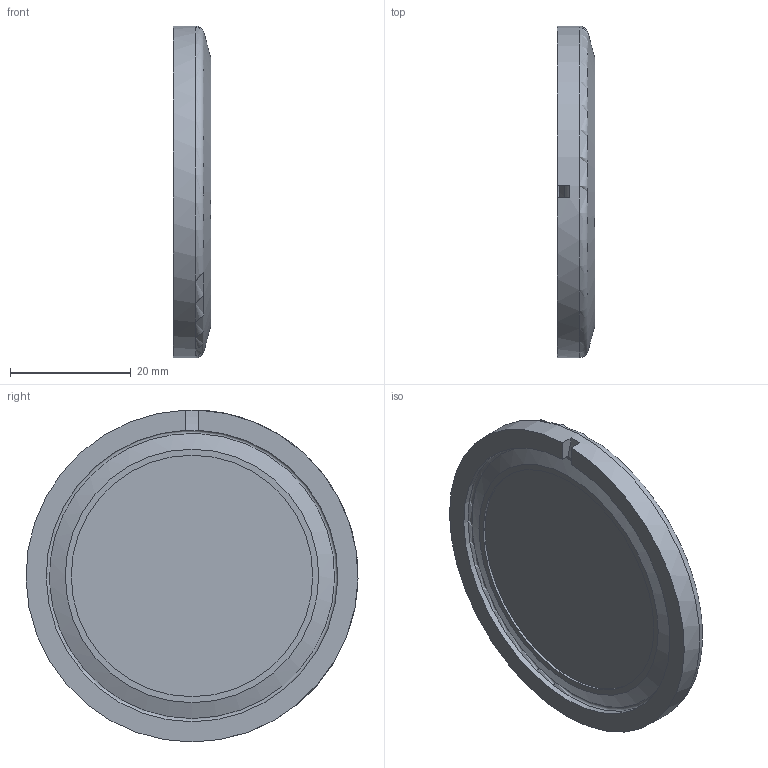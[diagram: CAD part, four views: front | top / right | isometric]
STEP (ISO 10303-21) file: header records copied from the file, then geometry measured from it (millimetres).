
FILE_DESCRIPTION(/* description */ (''),/* implementation_level */ '2;1');
FILE_NAME(/* name */ '32.040005.640.340',/* time_stamp */ '2019-03-21T11:32:09+01:00',/* author */ ('Murat Coskun Bicak'),/* organization */ ('Evac AG'),/* preprocessor_version */ 'ST-DEVELOPER v16.7',/* originating_system */ 'DEX',/* authorisation */ $);
FILE_SCHEMA (('AUTOMOTIVE_DESIGN {1 0 10303 214 3 1 1}'));
Length unit declared in the file: millimetre
Products named in the file (1): 32.040005.640.340
Bounding box: 6.25 x 54.99 x 54.98 mm (x, y, z)
Volume: 12675.3 mm3; surface area: 5814.7 mm2
Topology: 1 solids, 1 shells, 14 faces, 33 edges, 22 vertices
Faces by surface type: plane 6, cylinder 4, torus 2, cone 2
Full cylindrical faces by diameter (mm): 40 x1, 55 x1
Entity records: 368 total; most frequent: CARTESIAN_POINT 66, DIRECTION 60, ORIENTED_EDGE 44, AXIS2_PLACEMENT_3D 27, EDGE_CURVE 22, EDGE_LOOP 21, FACE_BOUND 21, VERTEX_POINT 17
